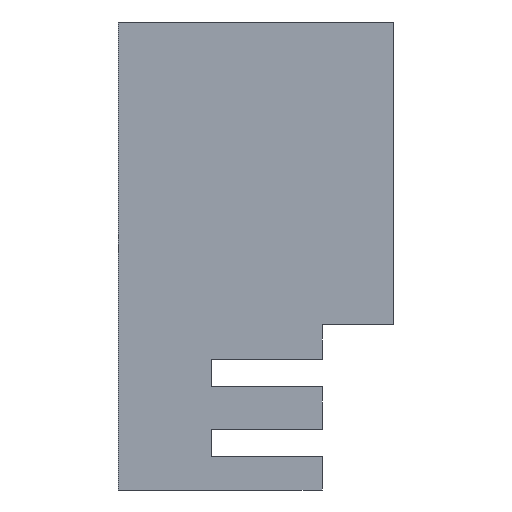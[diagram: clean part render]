
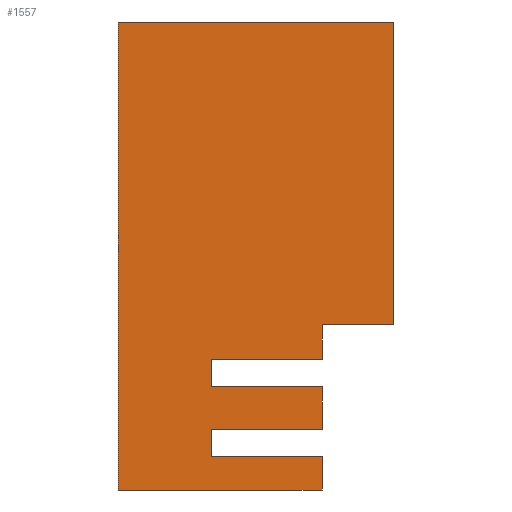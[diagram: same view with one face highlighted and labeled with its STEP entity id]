
A CAD part, left-side view. The second image highlights one B-rep face of the part: STEP entity #1557.
In plain terms, the highlighted planar face has unit normal (-1, 0, 0).
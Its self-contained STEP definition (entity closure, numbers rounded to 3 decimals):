
#55=LINE('',#2518,#146);
#56=LINE('',#2621,#147);
#57=LINE('',#2623,#148);
#58=LINE('',#2625,#149);
#59=LINE('',#2627,#150);
#60=LINE('',#2629,#151);
#61=LINE('',#2631,#152);
#62=LINE('',#2633,#153);
#63=LINE('',#2635,#154);
#64=LINE('',#2637,#155);
#65=LINE('',#2639,#156);
#66=LINE('',#2641,#157);
#67=LINE('',#2643,#158);
#68=LINE('',#2645,#159);
#146=VECTOR('',#1770,1000.);
#147=VECTOR('',#1773,1000.);
#148=VECTOR('',#1774,1000.);
#149=VECTOR('',#1775,1000.);
#150=VECTOR('',#1776,1000.);
#151=VECTOR('',#1777,1000.);
#152=VECTOR('',#1778,1000.);
#153=VECTOR('',#1779,1000.);
#154=VECTOR('',#1780,1000.);
#155=VECTOR('',#1781,1000.);
#156=VECTOR('',#1782,1000.);
#157=VECTOR('',#1783,1000.);
#158=VECTOR('',#1784,1000.);
#159=VECTOR('',#1785,1000.);
#297=ORIENTED_EDGE('',*,*,#739,.F.);
#298=ORIENTED_EDGE('',*,*,#725,.F.);
#299=ORIENTED_EDGE('',*,*,#740,.T.);
#300=ORIENTED_EDGE('',*,*,#741,.T.);
#301=ORIENTED_EDGE('',*,*,#742,.F.);
#302=ORIENTED_EDGE('',*,*,#743,.F.);
#303=ORIENTED_EDGE('',*,*,#744,.F.);
#304=ORIENTED_EDGE('',*,*,#745,.F.);
#305=ORIENTED_EDGE('',*,*,#746,.F.);
#306=ORIENTED_EDGE('',*,*,#747,.F.);
#307=ORIENTED_EDGE('',*,*,#748,.F.);
#308=ORIENTED_EDGE('',*,*,#749,.F.);
#309=ORIENTED_EDGE('',*,*,#750,.F.);
#310=ORIENTED_EDGE('',*,*,#751,.F.);
#725=EDGE_CURVE('',#946,#944,#55,.T.);
#739=EDGE_CURVE('',#944,#960,#56,.T.);
#740=EDGE_CURVE('',#946,#961,#57,.T.);
#741=EDGE_CURVE('',#961,#962,#58,.T.);
#742=EDGE_CURVE('',#963,#962,#59,.T.);
#743=EDGE_CURVE('',#964,#963,#60,.T.);
#744=EDGE_CURVE('',#965,#964,#61,.T.);
#745=EDGE_CURVE('',#966,#965,#62,.T.);
#746=EDGE_CURVE('',#967,#966,#63,.T.);
#747=EDGE_CURVE('',#968,#967,#64,.T.);
#748=EDGE_CURVE('',#969,#968,#65,.T.);
#749=EDGE_CURVE('',#970,#969,#66,.T.);
#750=EDGE_CURVE('',#971,#970,#67,.T.);
#751=EDGE_CURVE('',#960,#971,#68,.T.);
#944=VERTEX_POINT('',#2513);
#946=VERTEX_POINT('',#2517);
#960=VERTEX_POINT('',#2622);
#961=VERTEX_POINT('',#2624);
#962=VERTEX_POINT('',#2626);
#963=VERTEX_POINT('',#2628);
#964=VERTEX_POINT('',#2630);
#965=VERTEX_POINT('',#2632);
#966=VERTEX_POINT('',#2634);
#967=VERTEX_POINT('',#2636);
#968=VERTEX_POINT('',#2638);
#969=VERTEX_POINT('',#2640);
#970=VERTEX_POINT('',#2642);
#971=VERTEX_POINT('',#2644);
#1200=EDGE_LOOP('',(#297,#298,#299,#300,#301,#302,#303,#304,#305,#306,#307,
#308,#309,#310));
#1349=FACE_BOUND('',#1200,.T.);
#1484=PLANE('',#1677);
#1557=ADVANCED_FACE('',(#1349),#1484,.F.);
#1677=AXIS2_PLACEMENT_3D('',#2620,#1771,#1772);
#1770=DIRECTION('',(0.,0.,-1.));
#1771=DIRECTION('',(1.,0.,0.));
#1772=DIRECTION('',(0.,0.,-1.));
#1773=DIRECTION('',(0.,1.,0.));
#1774=DIRECTION('',(0.,1.,0.));
#1775=DIRECTION('',(0.,0.,-1.));
#1776=DIRECTION('',(0.,1.,0.));
#1777=DIRECTION('',(0.,0.,-1.));
#1778=DIRECTION('',(0.,-1.,0.));
#1779=DIRECTION('',(0.,0.,-1.));
#1780=DIRECTION('',(0.,1.,0.));
#1781=DIRECTION('',(0.,0.,-1.));
#1782=DIRECTION('',(0.,-1.,0.));
#1783=DIRECTION('',(0.,0.,-1.));
#1784=DIRECTION('',(0.,1.,0.));
#1785=DIRECTION('',(0.,0.,-1.));
#2513=CARTESIAN_POINT('',(-63.,-5.,-2.5));
#2517=CARTESIAN_POINT('',(-63.,-5.,8.5));
#2518=CARTESIAN_POINT('',(-63.,-5.,8.5));
#2620=CARTESIAN_POINT('',(-63.,-5.,8.5));
#2621=CARTESIAN_POINT('',(-63.,-5.,-2.5));
#2622=CARTESIAN_POINT('',(-63.,-2.4,-2.5));
#2623=CARTESIAN_POINT('',(-63.,-5.,8.5));
#2624=CARTESIAN_POINT('',(-63.,5.,8.5));
#2625=CARTESIAN_POINT('',(-63.,5.,8.5));
#2626=CARTESIAN_POINT('',(-63.,5.,-8.5));
#2627=CARTESIAN_POINT('',(-63.,-5.,-8.5));
#2628=CARTESIAN_POINT('',(-63.,-2.4,-8.5));
#2629=CARTESIAN_POINT('',(-63.,-2.4,-7.3));
#2630=CARTESIAN_POINT('',(-63.,-2.4,-7.3));
#2631=CARTESIAN_POINT('',(-63.,1.6,-7.3));
#2632=CARTESIAN_POINT('',(-63.,1.6,-7.3));
#2633=CARTESIAN_POINT('',(-63.,1.6,-6.3));
#2634=CARTESIAN_POINT('',(-63.,1.6,-6.3));
#2635=CARTESIAN_POINT('',(-63.,-2.4,-6.3));
#2636=CARTESIAN_POINT('',(-63.,-2.4,-6.3));
#2637=CARTESIAN_POINT('',(-63.,-2.4,-4.75));
#2638=CARTESIAN_POINT('',(-63.,-2.4,-4.75));
#2639=CARTESIAN_POINT('',(-63.,1.6,-4.75));
#2640=CARTESIAN_POINT('',(-63.,1.6,-4.75));
#2641=CARTESIAN_POINT('',(-63.,1.6,-3.75));
#2642=CARTESIAN_POINT('',(-63.,1.6,-3.75));
#2643=CARTESIAN_POINT('',(-63.,-2.4,-3.75));
#2644=CARTESIAN_POINT('',(-63.,-2.4,-3.75));
#2645=CARTESIAN_POINT('',(-63.,-2.4,-2.5));
